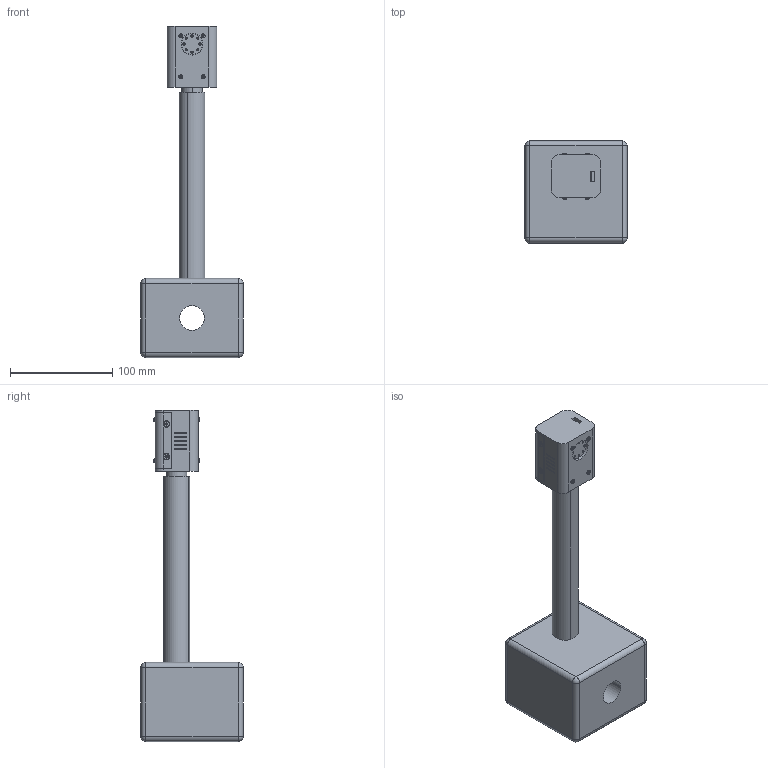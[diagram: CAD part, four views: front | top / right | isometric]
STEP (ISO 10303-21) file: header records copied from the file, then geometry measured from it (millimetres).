
FILE_DESCRIPTION (( 'STEP AP203' ), '1' );
FILE_NAME ('part_link.STEP', '2023-02-05T12:58:30', ( '' ), ( '' ), 'SwSTEP 2.0', 'SolidWorks 2021', '' );
FILE_SCHEMA (( 'CONFIG_CONTROL_DESIGN' ));
Length unit declared in the file: millimetre
Products named in the file (1): part_link
Bounding box: 100 x 100 x 323.91 mm (x, y, z)
Surface area: 121278.2 mm2 (no closed solid volume)
Topology: 0 solids, 32 shells, 1368 faces, 3453 edges, 2183 vertices
Faces by surface type: plane 585, cylinder 415, cone 298, torus 42, sphere 26, bspline 2
Entity records: 42562 total; most frequent: CARTESIAN_POINT 9618, DIRECTION 7025, ORIENTED_EDGE 6748, EDGE_CURVE 3421, AXIS2_PLACEMENT_3D 2815, VERTEX_POINT 2183, EDGE_LOOP 1561, CIRCLE 1448
